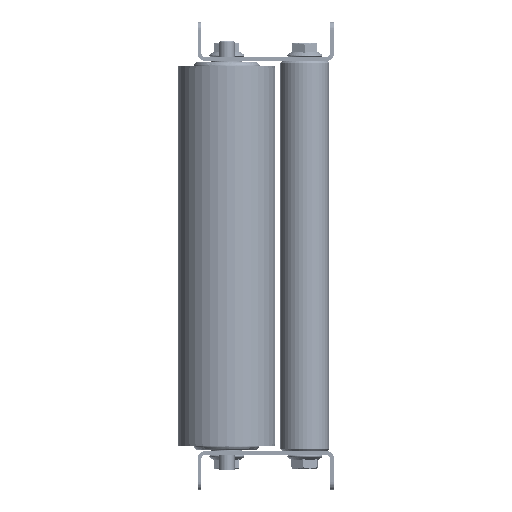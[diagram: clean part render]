
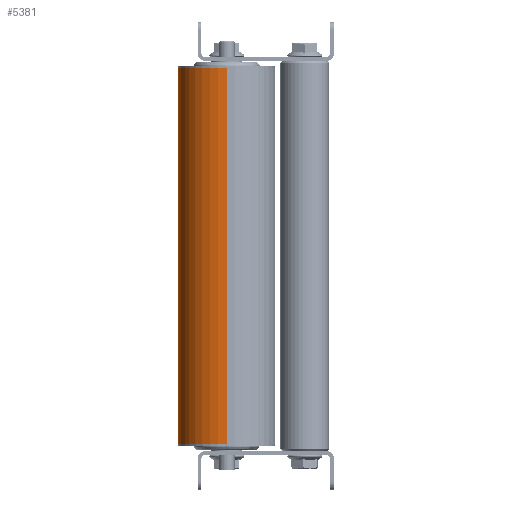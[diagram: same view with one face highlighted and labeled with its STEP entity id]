
A CAD part, left-side view. The second image highlights one B-rep face of the part: STEP entity #5381.
In plain terms, the highlighted cylindrical face has radius 25 mm (diameter 50 mm), a partial arc.
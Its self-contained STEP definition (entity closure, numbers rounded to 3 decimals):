
#1054 = CARTESIAN_POINT ( 'NONE',  ( 192.6, 0., -25. ) ) ;
#5381 = ADVANCED_FACE ( 'Fl�che1', ( #24434 ), #7814, .T. ) ;
#6141 = LINE ( 'NONE', #49995, #50260 ) ;
#7814 = CYLINDRICAL_SURFACE ( 'NONE', #17530, 25. ) ;
#8901 = EDGE_CURVE ( 'NONE', #28852, #32363, #9141, .T. ) ;
#9141 = LINE ( 'NONE', #49558, #30619 ) ;
#13255 = CARTESIAN_POINT ( 'NONE',  ( 192.6, 0., 0. ) ) ;
#17380 = AXIS2_PLACEMENT_3D ( 'NONE', #13255, #29637, #24614 ) ;
#17530 = AXIS2_PLACEMENT_3D ( 'NONE', #36318, #48734, #20193 ) ;
#17727 = EDGE_CURVE ( 'NONE', #32363, #34829, #44606, .T. ) ;
#20193 = DIRECTION ( 'NONE',  ( 0., 0., 1. ) ) ;
#20266 = ORIENTED_EDGE ( 'NONE', *, *, #44745, .F. ) ;
#22231 = DIRECTION ( 'NONE',  ( -1., 0., 0. ) ) ;
#23573 = ORIENTED_EDGE ( 'NONE', *, *, #52081, .F. ) ;
#24434 = FACE_OUTER_BOUND ( 'NONE', #29173, .T. ) ;
#24614 = DIRECTION ( 'NONE',  ( 0., 0., -1. ) ) ;
#25250 = DIRECTION ( 'NONE',  ( -1., 0., 0. ) ) ;
#27459 = CIRCLE ( 'NONE', #17380, 25. ) ;
#28852 = VERTEX_POINT ( 'NONE', #1054 ) ;
#29173 = EDGE_LOOP ( 'NONE', ( #20266, #30039, #51943, #23573 ) ) ;
#29637 = DIRECTION ( 'NONE',  ( 1., 0., 0. ) ) ;
#30039 = ORIENTED_EDGE ( 'NONE', *, *, #8901, .T. ) ;
#30619 = VECTOR ( 'NONE', #25250, 1000. ) ;
#31885 = CARTESIAN_POINT ( 'NONE',  ( 192.6, 0., 25. ) ) ;
#32363 = VERTEX_POINT ( 'NONE', #41997 ) ;
#33737 = CARTESIAN_POINT ( 'NONE',  ( 0., 0., 25. ) ) ;
#34829 = VERTEX_POINT ( 'NONE', #33737 ) ;
#36318 = CARTESIAN_POINT ( 'NONE',  ( 192.6, 0., 0. ) ) ;
#41195 = DIRECTION ( 'NONE',  ( 0., 0., -1. ) ) ;
#41997 = CARTESIAN_POINT ( 'NONE',  ( 0., 0., -25. ) ) ;
#44606 = CIRCLE ( 'NONE', #46304, 25. ) ;
#44614 = DIRECTION ( 'NONE',  ( 1., 0., 0. ) ) ;
#44745 = EDGE_CURVE ( 'NONE', #28852, #48199, #27459, .T. ) ;
#46304 = AXIS2_PLACEMENT_3D ( 'NONE', #49367, #44614, #41195 ) ;
#48199 = VERTEX_POINT ( 'NONE', #31885 ) ;
#48734 = DIRECTION ( 'NONE',  ( -1., 0., 0. ) ) ;
#49367 = CARTESIAN_POINT ( 'NONE',  ( 0., 0., 0. ) ) ;
#49558 = CARTESIAN_POINT ( 'NONE',  ( 192.6, 0., -25. ) ) ;
#49995 = CARTESIAN_POINT ( 'NONE',  ( 192.6, 0., 25. ) ) ;
#50260 = VECTOR ( 'NONE', #22231, 1000. ) ;
#51943 = ORIENTED_EDGE ( 'NONE', *, *, #17727, .T. ) ;
#52081 = EDGE_CURVE ( 'NONE', #48199, #34829, #6141, .T. ) ;
